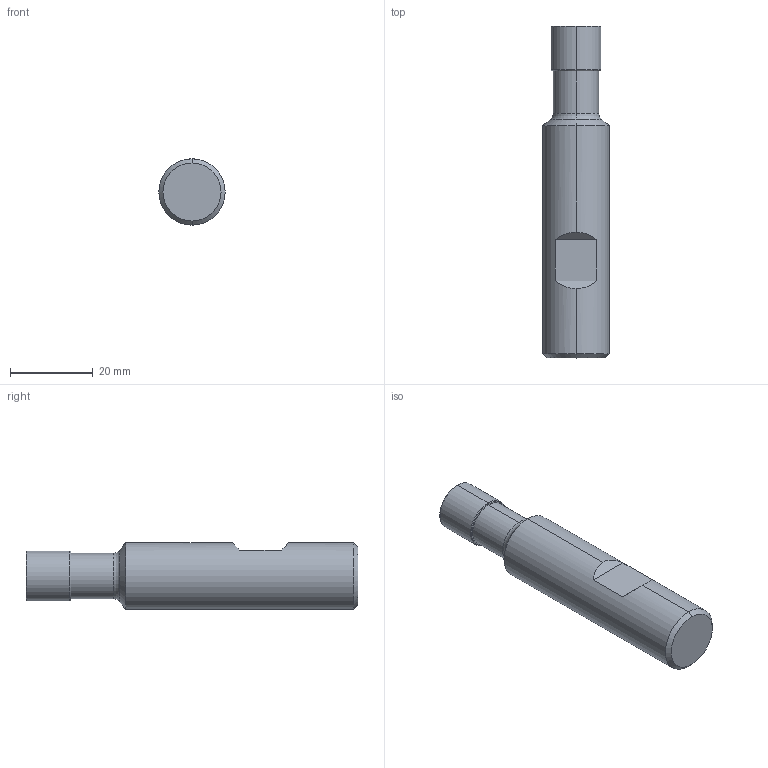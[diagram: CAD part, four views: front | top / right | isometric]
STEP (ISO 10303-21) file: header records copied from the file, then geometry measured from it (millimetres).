
FILE_DESCRIPTION (( 'STEP AP214' ), '1' );
FILE_NAME ('740W W D12-1.step', '2018-10-09T10:29:34', ( '' ), ( '' ), 'SwSTEP 2.0', 'SolidWorks 2016', '' );
FILE_SCHEMA (( 'AUTOMOTIVE_DESIGN' ));
Length unit declared in the file: millimetre
Products named in the file (1): 740W W D12-1
Bounding box: 16 x 80 x 16 mm (x, y, z)
Volume: 13642 mm3; surface area: 4035.9 mm2
Topology: 1 solids, 1 shells, 24 faces, 51 edges, 27 vertices
Faces by surface type: cone 8, cylinder 6, torus 6, plane 4
Entity records: 657 total; most frequent: DIRECTION 121, CARTESIAN_POINT 113, ORIENTED_EDGE 98, AXIS2_PLACEMENT_3D 51, EDGE_CURVE 49, VERTEX_POINT 27, CIRCLE 26, FACE_OUTER_BOUND 24
